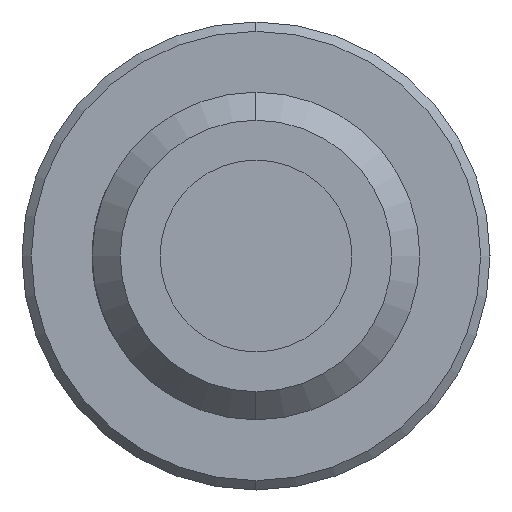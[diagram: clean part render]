
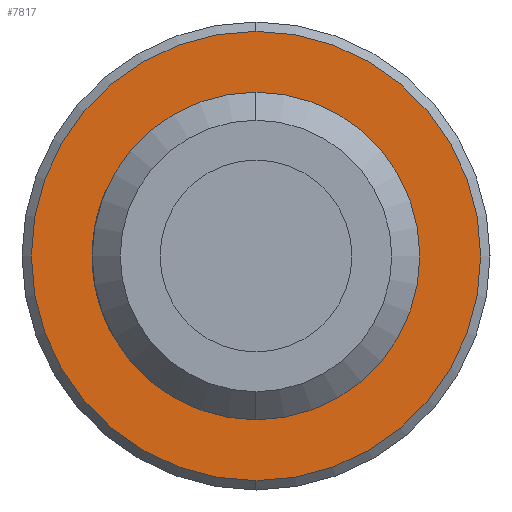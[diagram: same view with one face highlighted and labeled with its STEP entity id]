
A CAD part, left-side view. The second image highlights one B-rep face of the part: STEP entity #7817.
In plain terms, the highlighted planar face has unit normal (-1, 0, 0).
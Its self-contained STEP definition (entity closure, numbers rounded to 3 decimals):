
#388 = CARTESIAN_POINT ( 'NONE',  ( -5., 0., 1.75 ) ) ;
#389 = CARTESIAN_POINT ( 'NONE',  ( -5., 0., 2.4 ) ) ;
#391 = CARTESIAN_POINT ( 'NONE',  ( -5., 0., -1.75 ) ) ;
#1223 = EDGE_LOOP ( 'NONE', ( #1513, #1512 ) ) ;
#1338 = EDGE_LOOP ( 'NONE', ( #1515, #1514 ) ) ;
#1512 = ORIENTED_EDGE ( 'NONE', *, *, #3125, .F. ) ;
#1513 = ORIENTED_EDGE ( 'NONE', *, *, #3134, .F. ) ;
#1514 = ORIENTED_EDGE ( 'NONE', *, *, #3124, .T. ) ;
#1515 = ORIENTED_EDGE ( 'NONE', *, *, #3136, .T. ) ;
#3124 = EDGE_CURVE ( 'NONE', #6946, #6949, #4090, .T. ) ;
#3125 = EDGE_CURVE ( 'NONE', #6947, #6612, #4091, .T. ) ;
#3134 = EDGE_CURVE ( 'NONE', #6612, #6947, #4099, .T. ) ;
#3136 = EDGE_CURVE ( 'NONE', #6949, #6946, #4107, .T. ) ;
#3292 = AXIS2_PLACEMENT_3D ( 'NONE', #6819, #6820, #6821 ) ;
#3293 = AXIS2_PLACEMENT_3D ( 'NONE', #6822, #6823, #6824 ) ;
#3298 = AXIS2_PLACEMENT_3D ( 'NONE', #6847, #6848, #6849 ) ;
#3299 = AXIS2_PLACEMENT_3D ( 'NONE', #6850, #6851, #6852 ) ;
#3411 = AXIS2_PLACEMENT_3D ( 'NONE', #6439, #6447, #6448 ) ;
#4090 = CIRCLE ( 'NONE', #3292, 1.75 ) ;
#4091 = CIRCLE ( 'NONE', #3293, 2.4 ) ;
#4099 = CIRCLE ( 'NONE', #3298, 2.4 ) ;
#4107 = CIRCLE ( 'NONE', #3299, 1.75 ) ;
#4416 = FACE_BOUND ( 'NONE', #1338, .T. ) ;
#4419 = FACE_OUTER_BOUND ( 'NONE', #1223, .T. ) ;
#6439 = CARTESIAN_POINT ( 'NONE',  ( -5., 2.4, 0. ) ) ;
#6445 = PLANE ( 'NONE',  #3411 ) ;
#6447 = DIRECTION ( 'NONE',  ( -1., 0., 0. ) ) ;
#6448 = DIRECTION ( 'NONE',  ( 0., 0., 1. ) ) ;
#6612 = VERTEX_POINT ( 'NONE', #9017 ) ;
#6819 = CARTESIAN_POINT ( 'NONE',  ( -5., 0., 0. ) ) ;
#6820 = DIRECTION ( 'NONE',  ( 1., 0., 0. ) ) ;
#6821 = DIRECTION ( 'NONE',  ( 0., 0., -1. ) ) ;
#6822 = CARTESIAN_POINT ( 'NONE',  ( -5., 0., 0. ) ) ;
#6823 = DIRECTION ( 'NONE',  ( 1., 0., 0. ) ) ;
#6824 = DIRECTION ( 'NONE',  ( 0., 0., -1. ) ) ;
#6847 = CARTESIAN_POINT ( 'NONE',  ( -5., 0., 0. ) ) ;
#6848 = DIRECTION ( 'NONE',  ( 1., 0., 0. ) ) ;
#6849 = DIRECTION ( 'NONE',  ( 0., 0., -1. ) ) ;
#6850 = CARTESIAN_POINT ( 'NONE',  ( -5., 0., 0. ) ) ;
#6851 = DIRECTION ( 'NONE',  ( 1., 0., 0. ) ) ;
#6852 = DIRECTION ( 'NONE',  ( 0., 0., -1. ) ) ;
#6946 = VERTEX_POINT ( 'NONE', #388 ) ;
#6947 = VERTEX_POINT ( 'NONE', #389 ) ;
#6949 = VERTEX_POINT ( 'NONE', #391 ) ;
#7817 = ADVANCED_FACE ( 'NONE', ( #4416, #4419 ), #6445, .T. ) ;
#9017 = CARTESIAN_POINT ( 'NONE',  ( -5., 0., -2.4 ) ) ;
